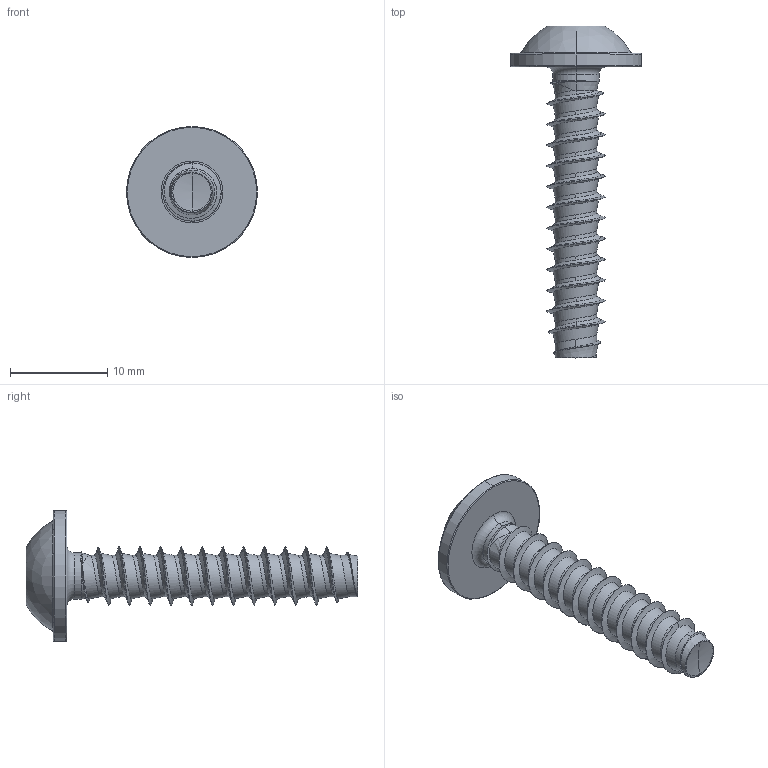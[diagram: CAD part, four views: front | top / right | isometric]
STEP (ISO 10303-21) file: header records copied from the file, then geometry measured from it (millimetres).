
FILE_DESCRIPTION (( 'STEP AP203' ), '1' );
FILE_NAME ('STP380600300.STEP', '2017-08-15T18:10:25', ( '' ), ( '' ), 'SwSTEP 2.0', 'SolidWorks 2015', '' );
FILE_SCHEMA (( 'CONFIG_CONTROL_DESIGN' ));
Length unit declared in the file: millimetre
Products named in the file (1): STP380600300
Bounding box: 13.5 x 34.2 x 13.5 mm (x, y, z)
Volume: 843.4 mm3; surface area: 1069.3 mm2
Topology: 1 solids, 1 shells, 112 faces, 280 edges, 171 vertices
Faces by surface type: cylinder 51, bspline 35, cone 11, torus 8, sphere 4, plane 3
Entity records: 24054 total; most frequent: CARTESIAN_POINT 21717, ORIENTED_EDGE 556, DIRECTION 358, EDGE_CURVE 278, VERTEX_POINT 171, AXIS2_PLACEMENT_3D 146, B_SPLINE_CURVE_WITH_KNOTS 118, EDGE_LOOP 115
